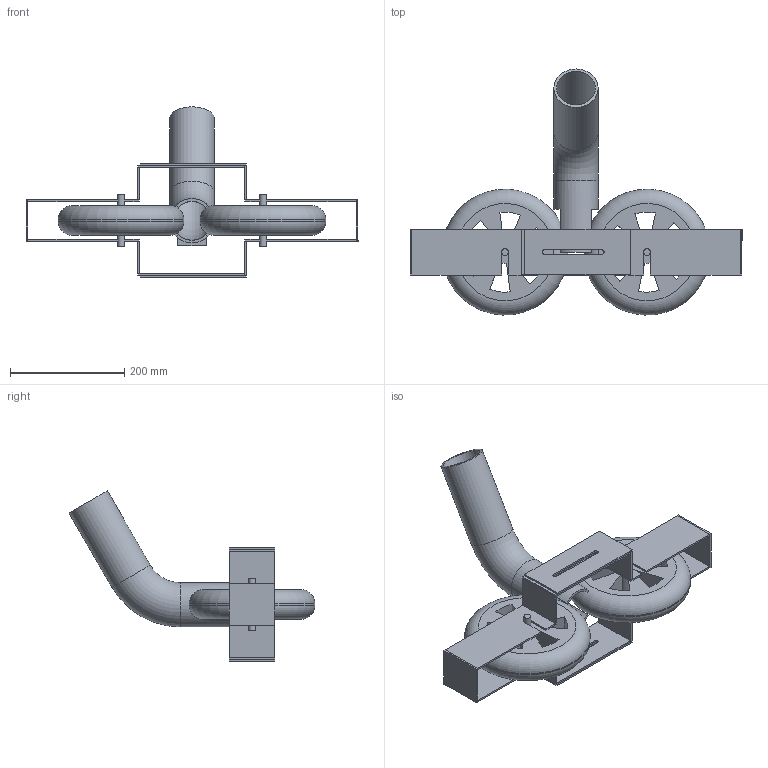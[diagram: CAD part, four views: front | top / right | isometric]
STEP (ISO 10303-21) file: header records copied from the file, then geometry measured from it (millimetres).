
FILE_DESCRIPTION(/* description */ (''),/* implementation_level */ '2;1');
FILE_NAME(/* name */ 'modle 3D.step',/* time_stamp */ '2024-06-13T13:46:38+02:00',/* author */ (''),/* organization */ (''),/* preprocessor_version */ 'ST-DEVELOPER v20',/* originating_system */ 'Autodesk Translation Framework v13.14.0.145',/* authorisation */ '');
FILE_SCHEMA (('AUTOMOTIVE_DESIGN { 1 0 10303 214 3 1 1 }'));
Length unit declared in the file: millimetre
Products named in the file (10): Projet TIPE; Roue 1 (1); Roue (1); arbre centrale (1); corps principal; corps 1; corps 2; Roue 1 (1)(Mirror); Roue (1)(Mirror); arbre centrale (1)(Mirror)
Assembly tree (9 placements, depth 3):
  Projet TIPE
    Roue 1 (1)
      Roue (1)
      arbre centrale (1)
    corps principal
      corps 1
      corps 2
    Roue 1 (1)(Mirror)
      Roue (1)(Mirror)
      arbre centrale (1)(Mirror)
Bounding box: 580 x 429.71 x 297.47 mm (x, y, z)
Volume: 3700996.1 mm3; surface area: 744931.4 mm2
Topology: 20 solids, 21 shells, 206 faces, 493 edges, 328 vertices
Faces by surface type: plane 152, cylinder 48, torus 6
Full cylindrical faces by diameter (mm): 10.5 x1, 11.834 x4, 67.716 x2, 77.461 x2, 220 x2
Entity records: 6341 total; most frequent: DIRECTION 1065, CARTESIAN_POINT 1047, ORIENTED_EDGE 986, EDGE_CURVE 493, LINE 373, VECTOR 373, AXIS2_PLACEMENT_3D 346, VERTEX_POINT 328
